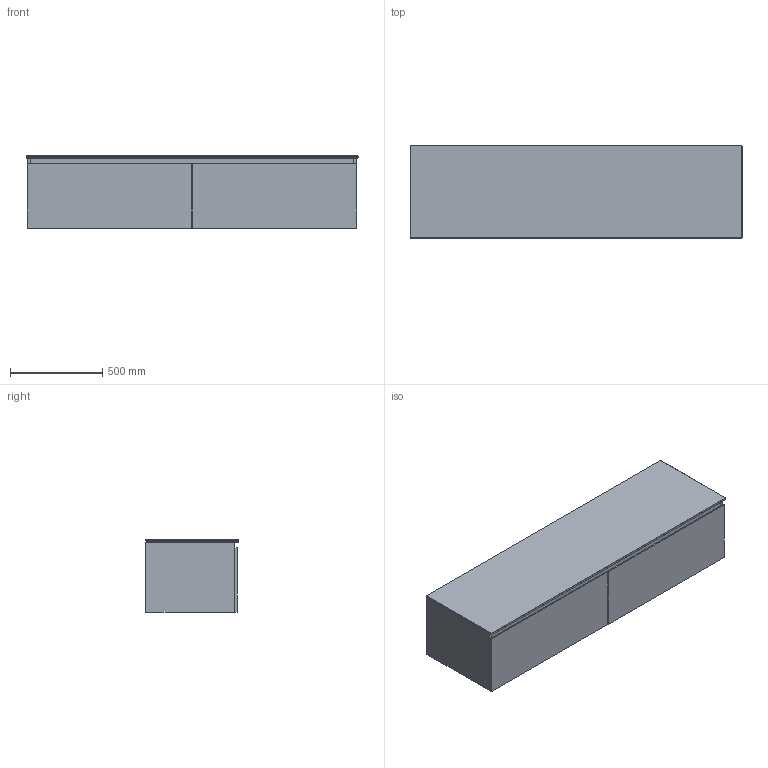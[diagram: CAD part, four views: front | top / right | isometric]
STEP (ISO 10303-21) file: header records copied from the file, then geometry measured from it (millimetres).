
FILE_DESCRIPTION(/* description */ (''),/* implementation_level */ '2;1');
FILE_NAME(/* name */ 'Domaine Slim All-Drawer 1800 (12MM)',/* time_stamp */ '2025-07-09T14:51:42+10:00',/* author */ (''),/* organization */ (''),/* preprocessor_version */ 'ST-DEVELOPER v16.5',/* originating_system */ '',/* authorisation */ '');
FILE_SCHEMA (('AUTOMOTIVE_DESIGN'));
Length unit declared in the file: millimetre
Products named in the file (6): Document; Domaine Slim All-Drawer 1800 (12MM); Domaine Slim All-Drawer ALL789; Domaine Slim All-Drawer 1800 WH; Blank Benchtops ALL1011121314; 1800 Benchtop (12MM) DRW23456
Assembly tree (5 placements, depth 4):
  Document
    Domaine Slim All-Drawer 1800 (12MM)
      Domaine Slim All-Drawer ALL789
        Domaine Slim All-Drawer 1800 WH
      Blank Benchtops ALL1011121314
        1800 Benchtop (12MM) DRW23456
Bounding box: 1800 x 500 x 392 mm (x, y, z)
Volume: 60468432 mm3; surface area: 8293483.1 mm2
Topology: 5 solids, 5 shells, 50 faces, 108 edges, 64 vertices
Faces by surface type: plane 36, cylinder 10, bspline 4
Entity records: 1510 total; most frequent: CARTESIAN_POINT 531, ORIENTED_EDGE 208, EDGE_CURVE 104, B_SPLINE_CURVE_WITH_KNOTS 88, DIRECTION 72, VERTEX_POINT 64, AXIS2_PLACEMENT_3D 59, ADVANCED_FACE 50
